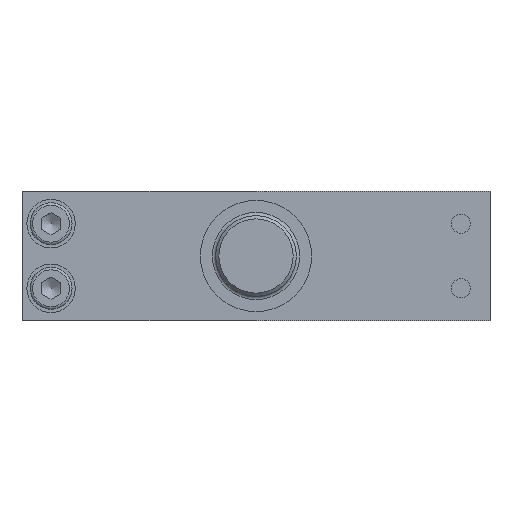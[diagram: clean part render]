
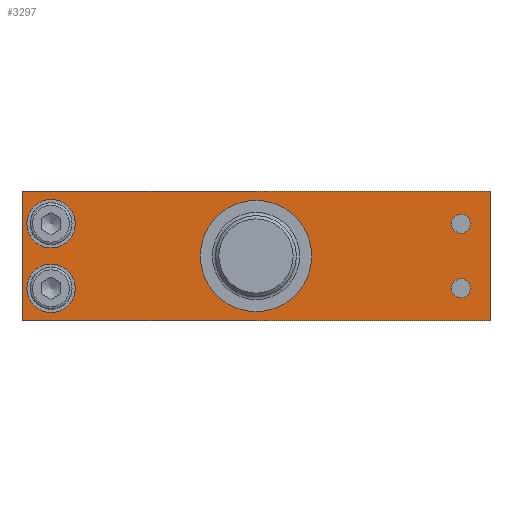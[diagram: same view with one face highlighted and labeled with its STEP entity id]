
A CAD part, front view. The second image highlights one B-rep face of the part: STEP entity #3297.
In plain terms, the highlighted planar face has unit normal (0, -1, 0).
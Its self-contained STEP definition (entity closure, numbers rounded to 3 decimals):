
#155=FACE_BOUND('',#1120,.T.);
#156=FACE_BOUND('',#1121,.T.);
#157=FACE_BOUND('',#1122,.T.);
#158=FACE_BOUND('',#1123,.T.);
#159=FACE_BOUND('',#1124,.T.);
#197=PLANE('',#3552);
#339=LINE('',#5028,#617);
#341=LINE('',#5032,#619);
#342=LINE('',#5034,#620);
#343=LINE('',#5035,#621);
#617=VECTOR('',#4008,10.);
#619=VECTOR('',#4012,10.);
#620=VECTOR('',#4013,10.);
#621=VECTOR('',#4014,10.);
#923=FACE_OUTER_BOUND('',#1119,.T.);
#1119=EDGE_LOOP('',(#2418,#2419,#2420,#2421));
#1120=EDGE_LOOP('',(#2422,#2423));
#1121=EDGE_LOOP('',(#2424,#2425));
#1122=EDGE_LOOP('',(#2426,#2427));
#1123=EDGE_LOOP('',(#2428,#2429));
#1124=EDGE_LOOP('',(#2430));
#1332=CIRCLE('',#3516,7.5);
#1333=CIRCLE('',#3517,7.5);
#1338=CIRCLE('',#3525,7.5);
#1339=CIRCLE('',#3526,7.5);
#1341=CIRCLE('',#3530,2.959);
#1342=CIRCLE('',#3531,2.959);
#1344=CIRCLE('',#3534,2.959);
#1345=CIRCLE('',#3535,2.959);
#1352=CIRCLE('',#3548,17.25);
#1513=VERTEX_POINT('',#4946);
#1514=VERTEX_POINT('',#4947);
#1519=VERTEX_POINT('',#4963);
#1520=VERTEX_POINT('',#4964);
#1522=VERTEX_POINT('',#4973);
#1523=VERTEX_POINT('',#4974);
#1525=VERTEX_POINT('',#4981);
#1526=VERTEX_POINT('',#4982);
#1533=VERTEX_POINT('',#5009);
#1538=VERTEX_POINT('',#5025);
#1539=VERTEX_POINT('',#5027);
#1540=VERTEX_POINT('',#5031);
#1541=VERTEX_POINT('',#5033);
#1849=EDGE_CURVE('',#1513,#1514,#1332,.T.);
#1850=EDGE_CURVE('',#1514,#1513,#1333,.T.);
#1857=EDGE_CURVE('',#1519,#1520,#1338,.T.);
#1858=EDGE_CURVE('',#1520,#1519,#1339,.T.);
#1862=EDGE_CURVE('',#1522,#1523,#1341,.T.);
#1863=EDGE_CURVE('',#1523,#1522,#1342,.T.);
#1866=EDGE_CURVE('',#1525,#1526,#1344,.T.);
#1867=EDGE_CURVE('',#1526,#1525,#1345,.T.);
#1881=EDGE_CURVE('',#1533,#1533,#1352,.T.);
#1889=EDGE_CURVE('',#1539,#1538,#339,.T.);
#1891=EDGE_CURVE('',#1538,#1540,#341,.T.);
#1892=EDGE_CURVE('',#1541,#1540,#342,.T.);
#1893=EDGE_CURVE('',#1539,#1541,#343,.T.);
#2418=ORIENTED_EDGE('',*,*,#1891,.T.);
#2419=ORIENTED_EDGE('',*,*,#1892,.F.);
#2420=ORIENTED_EDGE('',*,*,#1893,.F.);
#2421=ORIENTED_EDGE('',*,*,#1889,.T.);
#2422=ORIENTED_EDGE('',*,*,#1849,.T.);
#2423=ORIENTED_EDGE('',*,*,#1850,.T.);
#2424=ORIENTED_EDGE('',*,*,#1857,.T.);
#2425=ORIENTED_EDGE('',*,*,#1858,.T.);
#2426=ORIENTED_EDGE('',*,*,#1862,.T.);
#2427=ORIENTED_EDGE('',*,*,#1863,.T.);
#2428=ORIENTED_EDGE('',*,*,#1866,.T.);
#2429=ORIENTED_EDGE('',*,*,#1867,.T.);
#2430=ORIENTED_EDGE('',*,*,#1881,.T.);
#3297=ADVANCED_FACE('',(#923,#155,#156,#157,#158,#159),#197,.T.);
#3516=AXIS2_PLACEMENT_3D('',#4948,#3917,#3918);
#3517=AXIS2_PLACEMENT_3D('',#4949,#3919,#3920);
#3525=AXIS2_PLACEMENT_3D('',#4965,#3937,#3938);
#3526=AXIS2_PLACEMENT_3D('',#4966,#3939,#3940);
#3530=AXIS2_PLACEMENT_3D('',#4975,#3949,#3950);
#3531=AXIS2_PLACEMENT_3D('',#4976,#3951,#3952);
#3534=AXIS2_PLACEMENT_3D('',#4983,#3958,#3959);
#3535=AXIS2_PLACEMENT_3D('',#4984,#3960,#3961);
#3548=AXIS2_PLACEMENT_3D('',#5011,#3993,#3994);
#3552=AXIS2_PLACEMENT_3D('',#5030,#4010,#4011);
#3917=DIRECTION('center_axis',(0.,1.,0.));
#3918=DIRECTION('ref_axis',(1.,0.,0.));
#3919=DIRECTION('center_axis',(0.,1.,0.));
#3920=DIRECTION('ref_axis',(1.,0.,0.));
#3937=DIRECTION('center_axis',(0.,1.,0.));
#3938=DIRECTION('ref_axis',(1.,0.,0.));
#3939=DIRECTION('center_axis',(0.,1.,0.));
#3940=DIRECTION('ref_axis',(1.,0.,0.));
#3949=DIRECTION('center_axis',(0.,1.,0.));
#3950=DIRECTION('ref_axis',(1.,0.,0.));
#3951=DIRECTION('center_axis',(0.,1.,0.));
#3952=DIRECTION('ref_axis',(1.,0.,0.));
#3958=DIRECTION('center_axis',(0.,1.,0.));
#3959=DIRECTION('ref_axis',(1.,0.,0.));
#3960=DIRECTION('center_axis',(0.,1.,0.));
#3961=DIRECTION('ref_axis',(1.,0.,0.));
#3993=DIRECTION('center_axis',(0.,1.,0.));
#3994=DIRECTION('ref_axis',(-1.,0.,0.));
#4008=DIRECTION('',(0.,0.,1.));
#4010=DIRECTION('center_axis',(0.,-1.,0.));
#4011=DIRECTION('ref_axis',(0.,0.,-1.));
#4012=DIRECTION('',(-1.,0.,0.));
#4013=DIRECTION('',(0.,0.,1.));
#4014=DIRECTION('',(-1.,0.,0.));
#4946=CARTESIAN_POINT('',(16.5,0.,10.));
#4947=CARTESIAN_POINT('',(1.5,0.,10.));
#4948=CARTESIAN_POINT('Origin',(9.,0.,10.));
#4949=CARTESIAN_POINT('Origin',(9.,0.,10.));
#4963=CARTESIAN_POINT('',(16.5,0.,30.));
#4964=CARTESIAN_POINT('',(1.5,0.,30.));
#4965=CARTESIAN_POINT('Origin',(9.,0.,30.));
#4966=CARTESIAN_POINT('Origin',(9.,0.,30.));
#4973=CARTESIAN_POINT('',(138.959,0.,10.));
#4974=CARTESIAN_POINT('',(133.042,0.,10.));
#4975=CARTESIAN_POINT('Origin',(136.,0.,10.));
#4976=CARTESIAN_POINT('Origin',(136.,0.,10.));
#4981=CARTESIAN_POINT('',(138.959,0.,30.));
#4982=CARTESIAN_POINT('',(133.042,0.,30.));
#4983=CARTESIAN_POINT('Origin',(136.,0.,30.));
#4984=CARTESIAN_POINT('Origin',(136.,0.,30.));
#5009=CARTESIAN_POINT('',(89.75,0.,20.));
#5011=CARTESIAN_POINT('Origin',(72.5,0.,20.));
#5025=CARTESIAN_POINT('',(145.,0.,40.));
#5027=CARTESIAN_POINT('',(145.,0.,0.));
#5028=CARTESIAN_POINT('',(145.,0.,0.));
#5030=CARTESIAN_POINT('Origin',(145.,0.,0.));
#5031=CARTESIAN_POINT('',(0.,0.,40.));
#5032=CARTESIAN_POINT('',(145.,0.,40.));
#5033=CARTESIAN_POINT('',(0.,0.,0.));
#5034=CARTESIAN_POINT('',(0.,0.,0.));
#5035=CARTESIAN_POINT('',(145.,0.,0.));
